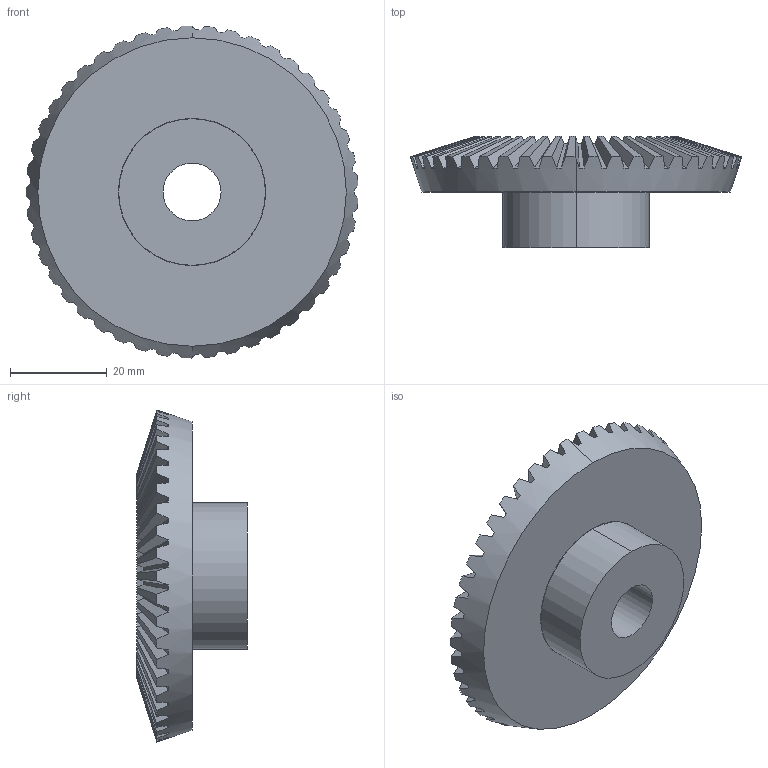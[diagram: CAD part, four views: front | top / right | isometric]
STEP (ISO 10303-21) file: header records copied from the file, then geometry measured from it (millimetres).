
FILE_DESCRIPTION(('STEP AP214'),'1');
FILE_NAME('p_151545-45.stp','2017-11-06T17:33:59',('TraceParts'),('TraceParts S.A.'),'Spatial InterOp 3D',' ',' ');
FILE_SCHEMA(('automotive_design'));
Length unit declared in the file: millimetre
Products named in the file (1): p_151545-45
Bounding box: 68.77 x 23 x 68.8 mm (x, y, z)
Volume: 37432.2 mm3; surface area: 11952 mm2
Topology: 1 solids, 1 shells, 193 faces, 571 edges, 381 vertices
Faces by surface type: plane 138, cone 49, cylinder 4, torus 2
Entity records: 6257 total; most frequent: CARTESIAN_POINT 1694, ORIENTED_EDGE 1142, DIRECTION 884, EDGE_CURVE 571, AXIS2_PLACEMENT_3D 393, VERTEX_POINT 381, EDGE_LOOP 196, ADVANCED_FACE 193
